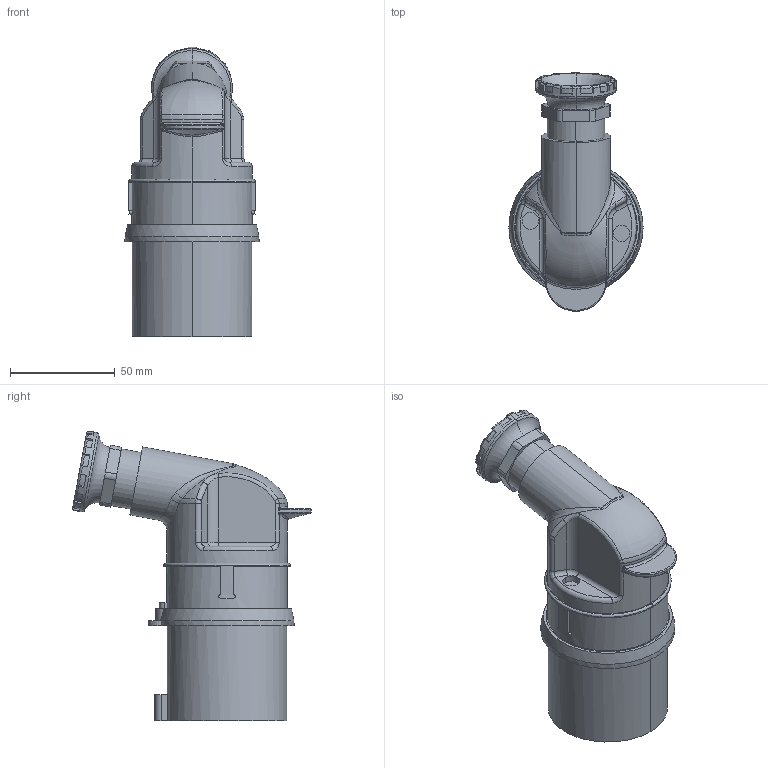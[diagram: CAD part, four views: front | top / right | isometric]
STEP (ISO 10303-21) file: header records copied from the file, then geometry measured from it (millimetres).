
FILE_DESCRIPTION((''),'2;1');
FILE_NAME('GW60096_ASM','2021-09-29T13:16:39',('User'),('Axiro Italia'),'CREO PARAMETRIC BY PTC INC, 2020354','CREO PARAMETRIC BY PTC INC, 2020354','');
FILE_SCHEMA(('CONFIG_CONTROL_DESIGN'));
Length unit declared in the file: millimetre
Products named in the file (3): GW60096_COMPONENTE_A_OR; GW60096_COMPONENTE_B_OR; GW60096_ASM
Assembly tree (2 placements, depth 2):
  GW60096_ASM
    GW60096_COMPONENTE_A_OR
    GW60096_COMPONENTE_B_OR
Bounding box: 64 x 113.94 x 138.32 mm (x, y, z)
Volume: 132366.8 mm3; surface area: 71898.2 mm2
Topology: 2 solids, 2 shells, 499 faces, 1264 edges, 789 vertices
Faces by surface type: cylinder 199, plane 147, torus 87, bspline 62, revolution 2, cone 2
Entity records: 20399 total; most frequent: CARTESIAN_POINT 8348, DIRECTION 2606, ORIENTED_EDGE 2528, EDGE_CURVE 1264, AXIS2_PLACEMENT_3D 1078, VERTEX_POINT 789, CIRCLE 638, EDGE_LOOP 527
